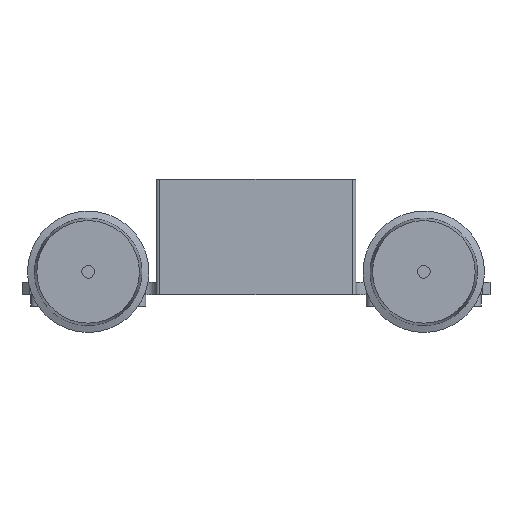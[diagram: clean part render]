
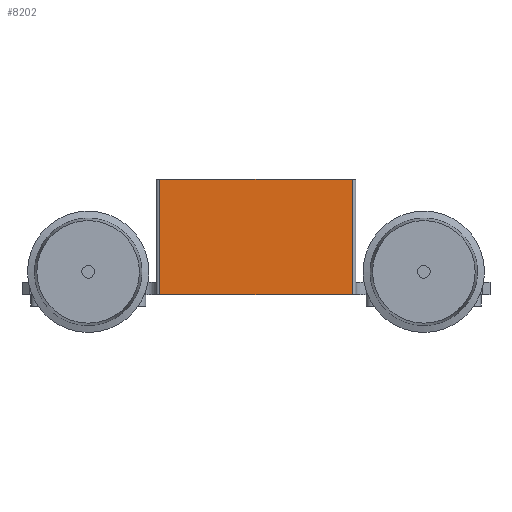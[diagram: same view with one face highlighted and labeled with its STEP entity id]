
A CAD part, left-side view. The second image highlights one B-rep face of the part: STEP entity #8202.
In plain terms, the highlighted planar face has unit normal (-1, 0, 0).
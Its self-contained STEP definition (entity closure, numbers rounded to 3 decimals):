
#189=PLANE('',#9016);
#468=LINE('',#18694,#994);
#581=LINE('',#18975,#1107);
#617=LINE('',#19058,#1143);
#618=LINE('',#19060,#1144);
#994=VECTOR('',#10457,10.);
#1107=VECTOR('',#10754,10.);
#1143=VECTOR('',#10844,10.);
#1144=VECTOR('',#10847,10.);
#1848=FACE_OUTER_BOUND('',#2329,.T.);
#2329=EDGE_LOOP('',(#7199,#7200,#7201,#7202));
#3834=VERTEX_POINT('',#18690);
#3835=VERTEX_POINT('',#18692);
#3910=VERTEX_POINT('',#18972);
#3911=VERTEX_POINT('',#18974);
#4893=EDGE_CURVE('',#3835,#3834,#468,.T.);
#5031=EDGE_CURVE('',#3911,#3910,#581,.T.);
#5072=EDGE_CURVE('',#3910,#3834,#617,.T.);
#5073=EDGE_CURVE('',#3835,#3911,#618,.T.);
#7199=ORIENTED_EDGE('',*,*,#5073,.T.);
#7200=ORIENTED_EDGE('',*,*,#5031,.T.);
#7201=ORIENTED_EDGE('',*,*,#5072,.T.);
#7202=ORIENTED_EDGE('',*,*,#4893,.F.);
#8202=ADVANCED_FACE('',(#1848),#189,.F.);
#9016=AXIS2_PLACEMENT_3D('',#19059,#10845,#10846);
#10457=DIRECTION('',(0.,0.,1.));
#10754=DIRECTION('',(0.,0.,1.));
#10844=DIRECTION('',(0.,1.,0.));
#10845=DIRECTION('center_axis',(1.,0.,0.));
#10846=DIRECTION('ref_axis',(0.,1.,0.));
#10847=DIRECTION('',(0.,-1.,0.));
#18690=CARTESIAN_POINT('',(-39.6,26.85,32.1));
#18692=CARTESIAN_POINT('',(-39.6,26.85,0.));
#18694=CARTESIAN_POINT('',(-39.6,26.85,0.));
#18972=CARTESIAN_POINT('',(-39.6,-26.85,32.1));
#18974=CARTESIAN_POINT('',(-39.6,-26.85,0.));
#18975=CARTESIAN_POINT('',(-39.6,-26.85,0.));
#19058=CARTESIAN_POINT('',(-39.6,-27.85,32.1));
#19059=CARTESIAN_POINT('Origin',(-39.6,-27.85,0.));
#19060=CARTESIAN_POINT('',(-39.6,27.85,0.));
